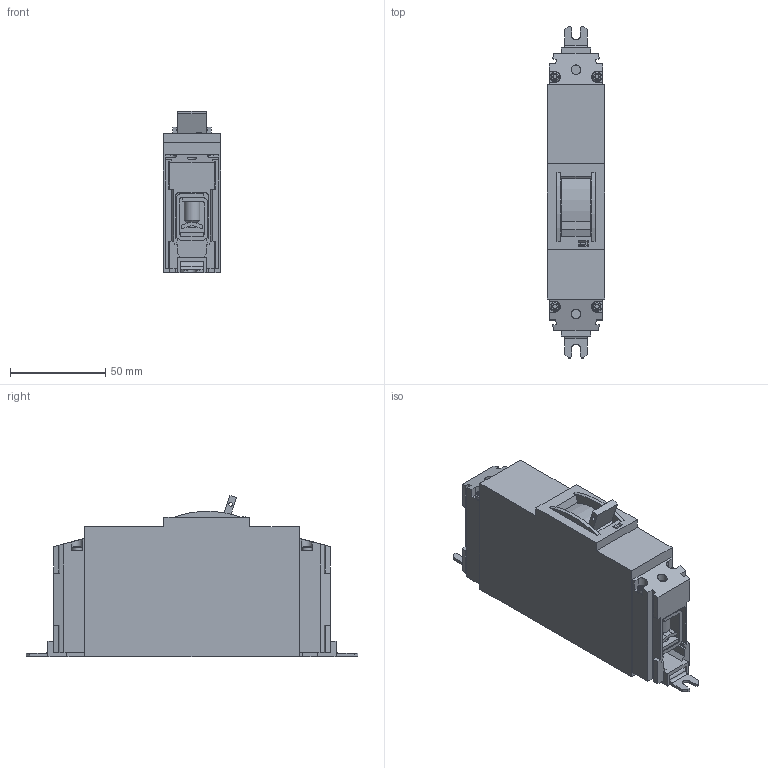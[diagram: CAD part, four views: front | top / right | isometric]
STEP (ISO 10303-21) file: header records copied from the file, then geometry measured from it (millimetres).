
FILE_DESCRIPTION(/* description */ ('STEP AP242','CAx-IF Rec.Pracs.---Representation and Presentation of Product Manufacturing Information (PMI)---4.0---2014-10-13','CAx-IF Rec.Pracs.---3D Tessellated Geometry---0.4---2014-09-14','2;1'),/* implementation_level */ '2;1');
FILE_NAME(/* name */ 'eaton-molded-case-switches-mcad-3d-models-nzm1-1p ',/* time_stamp */ '2025-06-03T10:30:19+02:00',/* author */ ('License CC BY-ND 4.0'),/* organization */ ('CADENAS'),/* preprocessor_version */ 'ST-DEVELOPER v19.3',/* originating_system */ 'PARTsolutions',/* authorisation */ ' ');
FILE_SCHEMA (('AP242_MANAGED_MODEL_BASED_3D_ENGINEERING_MIM_LF { 1 0 10303 442 1 1 4 }'));
Length unit declared in the file: millimetre
Products named in the file (1): 152537
Bounding box: 30 x 174 x 84.47 mm (x, y, z)
Volume: 263355.5 mm3; surface area: 49255.6 mm2
Topology: 1 solids, 1 shells, 463 faces, 1283 edges, 852 vertices
Faces by surface type: plane 332, cylinder 123, cone 4, torus 4
Full cylindrical faces by diameter (mm): 2 x1, 3.95 x4, 4.5 x2, 5 x6, 6.5 x2, 8 x7, 12 x1
Entity records: 14574 total; most frequent: CARTESIAN_POINT 2588, ORIENTED_EDGE 2488, DIRECTION 2428, EDGE_CURVE 1244, LINE 976, VECTOR 976, VERTEX_POINT 844, AXIS2_PLACEMENT_3D 726
